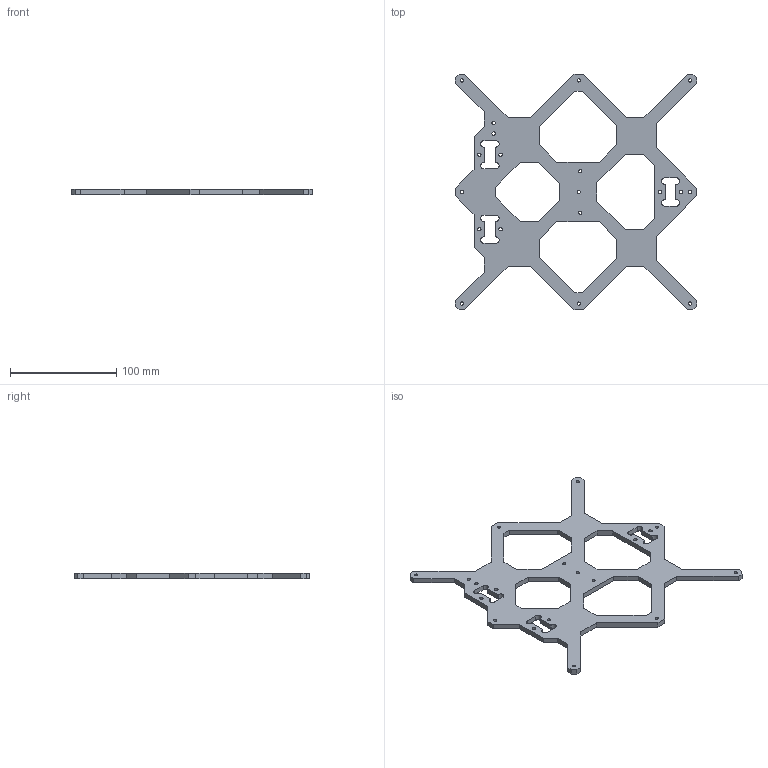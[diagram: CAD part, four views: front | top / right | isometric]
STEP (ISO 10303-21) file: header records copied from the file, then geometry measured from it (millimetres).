
FILE_DESCRIPTION(('FreeCAD Model'),'2;1');
FILE_NAME('Open CASCADE Shape Model','2024-07-15T10:15:29',(''),(''), 'Open CASCADE STEP processor 7.6','FreeCAD','Unknown');
FILE_SCHEMA(('AUTOMOTIVE_DESIGN { 1 0 10303 214 1 1 1 1 }'));
Length unit declared in the file: millimetre
Products named in the file (1): Y-Carriage
Bounding box: 227 x 222 x 5 mm (x, y, z)
Volume: 95124.9 mm3; surface area: 50155.3 mm2
Topology: 1 solids, 1 shells, 145 faces, 439 edges, 296 vertices
Faces by surface type: plane 114, cylinder 31
Full cylindrical faces by diameter (mm): 3 x11, 3.2 x8
Entity records: 5026 total; most frequent: CARTESIAN_POINT 886, ORIENTED_EDGE 878, DIRECTION 798, EDGE_CURVE 439, LINE 362, VECTOR 362, VERTEX_POINT 296, AXIS2_PLACEMENT_3D 218
